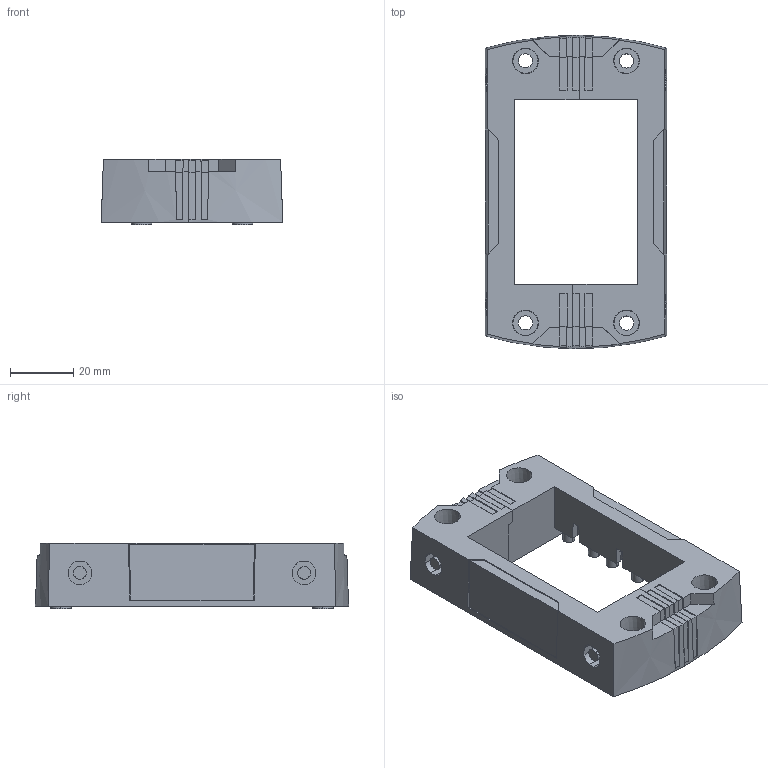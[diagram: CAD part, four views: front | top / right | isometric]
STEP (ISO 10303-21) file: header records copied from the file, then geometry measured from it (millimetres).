
FILE_DESCRIPTION(('Creo Elements/Direct Modeling STEP Export'),'2;1');
FILE_NAME('model.stp','2021-04-01T10:56:35',(''),(''),'Creo Elements/Direct Modeling STEP processor for AP214 (Solid Model)','Creo Elements/Direct Modeling 20.1D 10-Oct-2020 (C) Parametric Technology GmbH','');
FILE_SCHEMA(('AUTOMOTIVE_DESIGN { 1 0 10303 214 1 1 1 1 }'));
Length unit declared in the file: millimetre
Products named in the file (3): CES_B10_SFFS_FRAME_A-select; CES_B10_SFFS_FRAME_B-select; CES_B10_SFFS_PLBK-select
Assembly tree (2 placements, depth 2):
  CES_B10_SFFS_PLBK-select
    CES_B10_SFFS_FRAME_B-select
    CES_B10_SFFS_FRAME_A-select
Bounding box: 57.49 x 99.19 x 20.75 mm (x, y, z)
Volume: 56595.1 mm3; surface area: 22900.8 mm2
Topology: 2 solids, 2 shells, 316 faces, 887 edges, 605 vertices
Faces by surface type: plane 238, cylinder 60, cone 18
Entity records: 12567 total; most frequent: CARTESIAN_POINT 2123, ORIENTED_EDGE 1774, DIRECTION 1422, EDGE_CURVE 887, VECTOR 634, LINE 634, VERTEX_POINT 605, AXIS2_PLACEMENT_3D 394
